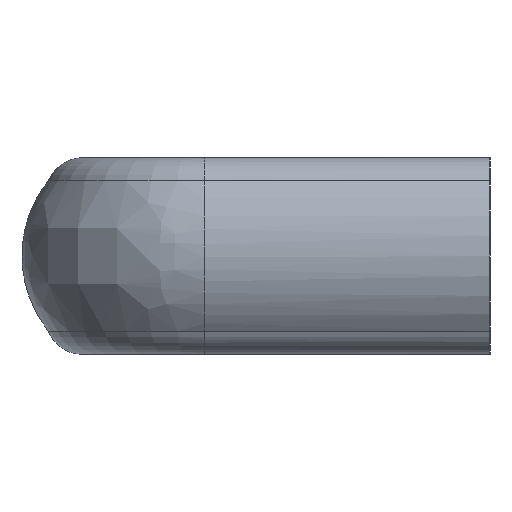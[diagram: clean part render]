
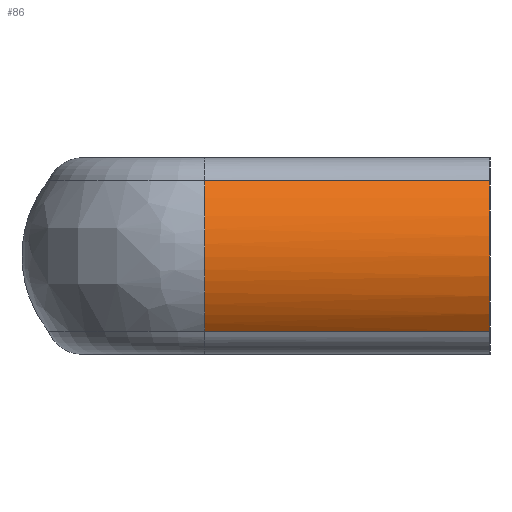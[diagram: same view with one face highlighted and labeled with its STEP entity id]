
A CAD part, left-side view. The second image highlights one B-rep face of the part: STEP entity #86.
In plain terms, the highlighted cylindrical face has radius 12.911 mm (diameter 25.822 mm), a partial arc.
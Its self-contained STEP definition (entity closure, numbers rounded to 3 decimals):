
#86 = ADVANCED_FACE( '', ( #182 ), #183, .T. );
#182 = FACE_OUTER_BOUND( '', #303, .T. );
#183 = CYLINDRICAL_SURFACE( '', #304, 12.911 );
#303 = EDGE_LOOP( '', ( #488, #489, #490, #491 ) );
#304 = AXIS2_PLACEMENT_3D( '', #492, #493, #494 );
#488 = ORIENTED_EDGE( '', *, *, #605, .T. );
#489 = ORIENTED_EDGE( '', *, *, #632, .F. );
#490 = ORIENTED_EDGE( '', *, *, #621, .F. );
#491 = ORIENTED_EDGE( '', *, *, #598, .T. );
#492 = CARTESIAN_POINT( '', ( 12.912, 0., 0. ) );
#493 = DIRECTION( '', ( 0., -1., 0. ) );
#494 = DIRECTION( '', ( 0., 0., 1. ) );
#598 = EDGE_CURVE( '', #696, #694, #697, .T. );
#605 = EDGE_CURVE( '', #694, #667, #705, .T. );
#621 = EDGE_CURVE( '', #696, #725, #726, .T. );
#632 = EDGE_CURVE( '', #725, #667, #740, .T. );
#667 = VERTEX_POINT( '', #804 );
#694 = VERTEX_POINT( '', #920 );
#696 = VERTEX_POINT( '', #939 );
#697 = LINE( '', #940, #941 );
#705 = B_SPLINE_CURVE_WITH_KNOTS( '', 3, ( #959, #960, #961, #962, #963, #964, #965, #966, #967, #968 ), .UNSPECIFIED., .F., .F., ( 4, 2, 2, 2, 4 ), ( 0., 0.25, 0.5, 0.75, 1. ), .UNSPECIFIED. );
#725 = VERTEX_POINT( '', #1032 );
#726 = CIRCLE( '', #1033, 12.911 );
#740 = LINE( '', #1048, #1049 );
#804 = CARTESIAN_POINT( '', ( 2.808, 30.5, -8.038 ) );
#920 = CARTESIAN_POINT( '', ( 2.808, 30.5, 8.037 ) );
#939 = CARTESIAN_POINT( '', ( 2.808, 0., 8.037 ) );
#940 = CARTESIAN_POINT( '', ( 2.808, 0., 8.037 ) );
#941 = VECTOR( '', #1108, 1000. );
#959 = CARTESIAN_POINT( '', ( 2.808, 30.5, 8.037 ) );
#960 = CARTESIAN_POINT( '', ( 1.907, 30.5, 6.905 ) );
#961 = CARTESIAN_POINT( '', ( 1.199, 30.5, 5.622 ) );
#962 = CARTESIAN_POINT( '', ( 0.246, 30.5, 2.891 ) );
#963 = CARTESIAN_POINT( '', ( 0.001, 30.5, 1.446 ) );
#964 = CARTESIAN_POINT( '', ( 0.001, 30.5, -1.446 ) );
#965 = CARTESIAN_POINT( '', ( 0.246, 30.5, -2.891 ) );
#966 = CARTESIAN_POINT( '', ( 1.199, 30.5, -5.622 ) );
#967 = CARTESIAN_POINT( '', ( 1.907, 30.5, -6.905 ) );
#968 = CARTESIAN_POINT( '', ( 2.808, 30.5, -8.037 ) );
#1032 = CARTESIAN_POINT( '', ( 2.808, 0., -8.037 ) );
#1033 = AXIS2_PLACEMENT_3D( '', #1135, #1136, #1137 );
#1048 = CARTESIAN_POINT( '', ( 2.808, 0., -8.037 ) );
#1049 = VECTOR( '', #1154, 1000. );
#1108 = DIRECTION( '', ( 0., 1., 0. ) );
#1135 = CARTESIAN_POINT( '', ( 12.912, 0., 0. ) );
#1136 = DIRECTION( '', ( 0., -1., 0. ) );
#1137 = DIRECTION( '', ( 0., 0., 1. ) );
#1154 = DIRECTION( '', ( 0., 1., 0. ) );
